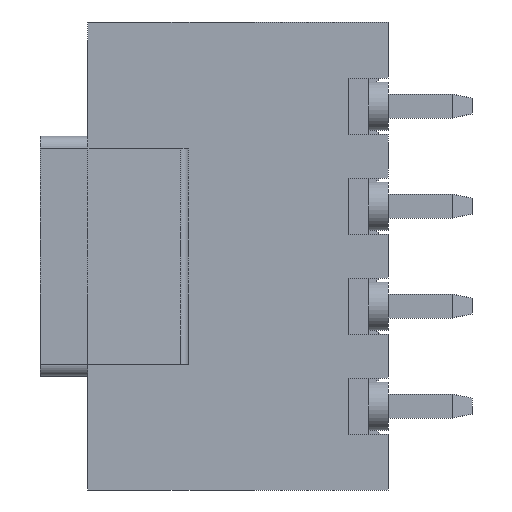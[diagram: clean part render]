
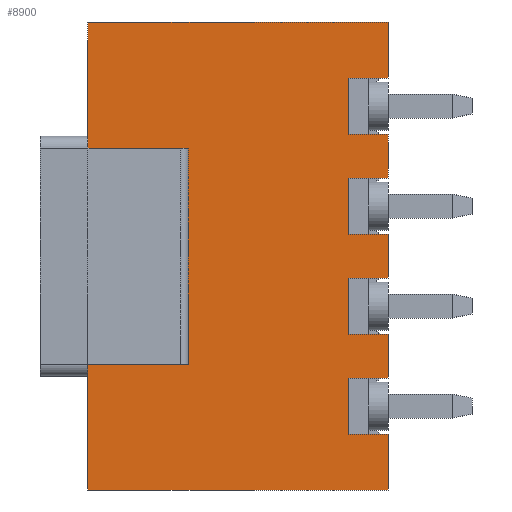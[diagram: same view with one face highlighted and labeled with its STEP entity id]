
A CAD part, front view. The second image highlights one B-rep face of the part: STEP entity #8900.
In plain terms, the highlighted planar face has unit normal (0, -1, 0).
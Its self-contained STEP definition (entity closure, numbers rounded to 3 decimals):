
#1630=CARTESIAN_POINT('',(-3.039,-17.222,6.15));
#1640=VERTEX_POINT('',#1630);
#1670=CARTESIAN_POINT('',(-3.039,-17.222,0.466));
#1680=DIRECTION('',(0.,0.,1.));
#1690=VECTOR('',#1680,1.);
#1700=LINE('',#1670,#1690);
#1710=CARTESIAN_POINT('',(-3.039,-17.222,1.55));
#1720=VERTEX_POINT('',#1710);
#1730=EDGE_CURVE('',#1720,#1640,#1700,.T.);
#6730=CARTESIAN_POINT('',(4.461,-17.222,4.75));
#6740=VERTEX_POINT('',#6730);
#6890=CARTESIAN_POINT('',(3.461,-17.222,4.75));
#6900=VERTEX_POINT('',#6890);
#6930=CARTESIAN_POINT('',(-3.039,-17.222,4.75));
#6940=DIRECTION('',(1.,0.,0.));
#6950=VECTOR('',#6940,1.);
#6960=LINE('',#6930,#6950);
#6970=EDGE_CURVE('',#6900,#6740,#6960,.T.);
#7090=CARTESIAN_POINT('',(-1.148,-17.222,-12.087
));
#7100=DIRECTION('',(0.,-1.,0.));
#7110=DIRECTION('',(1.,0.,0.));
#7120=AXIS2_PLACEMENT_3D('',#7090,#7100,#7110);
#7130=PLANE('',#7120);
#7140=ORIENTED_EDGE('',*,*,#1730,.F.);
#7150=CARTESIAN_POINT('',(-3.039,-17.222,6.15));
#7160=DIRECTION('',(1.,0.,0.));
#7170=VECTOR('',#7160,1.);
#7180=LINE('',#7150,#7170);
#7190=CARTESIAN_POINT('',(4.461,-17.222,6.15));
#7200=VERTEX_POINT('',#7190);
#7210=EDGE_CURVE('',#1640,#7200,#7180,.T.);
#7220=ORIENTED_EDGE('',*,*,#7210,.F.);
#7230=CARTESIAN_POINT('',(4.461,-17.222,0.466));
#7240=DIRECTION('',(0.,0.,-1.));
#7250=VECTOR('',#7240,1.);
#7260=LINE('',#7230,#7250);
#7270=EDGE_CURVE('',#7200,#6740,#7260,.T.);
#7280=ORIENTED_EDGE('',*,*,#7270,.F.);
#7290=ORIENTED_EDGE('',*,*,#6970,.T.);
#7300=CARTESIAN_POINT('',(3.461,-17.222,0.466));
#7310=DIRECTION('',(0.,0.,1.));
#7320=VECTOR('',#7310,1.);
#7330=LINE('',#7300,#7320);
#7340=CARTESIAN_POINT('',(3.461,-17.222,3.35));
#7350=VERTEX_POINT('',#7340);
#7360=EDGE_CURVE('',#7350,#6900,#7330,.T.);
#7370=ORIENTED_EDGE('',*,*,#7360,.T.);
#7380=CARTESIAN_POINT('',(-3.039,-17.222,3.35));
#7390=DIRECTION('',(-1.,0.,0.));
#7400=VECTOR('',#7390,1.);
#7410=LINE('',#7380,#7400);
#7420=CARTESIAN_POINT('',(4.461,-17.222,3.35));
#7430=VERTEX_POINT('',#7420);
#7440=EDGE_CURVE('',#7430,#7350,#7410,.T.);
#7450=ORIENTED_EDGE('',*,*,#7440,.T.);
#7460=CARTESIAN_POINT('',(4.461,-17.222,0.466));
#7470=DIRECTION('',(0.,0.,-1.));
#7480=VECTOR('',#7470,1.);
#7490=LINE('',#7460,#7480);
#7500=CARTESIAN_POINT('',(4.461,-17.222,2.25));
#7510=VERTEX_POINT('',#7500);
#7520=EDGE_CURVE('',#7430,#7510,#7490,.T.);
#7530=ORIENTED_EDGE('',*,*,#7520,.F.);
#7540=CARTESIAN_POINT('',(-3.039,-17.222,2.25));
#7550=DIRECTION('',(1.,0.,0.));
#7560=VECTOR('',#7550,1.);
#7570=LINE('',#7540,#7560);
#7580=CARTESIAN_POINT('',(3.461,-17.222,2.25));
#7590=VERTEX_POINT('',#7580);
#7600=EDGE_CURVE('',#7590,#7510,#7570,.T.);
#7610=ORIENTED_EDGE('',*,*,#7600,.T.);
#7620=CARTESIAN_POINT('',(3.461,-17.222,0.466));
#7630=DIRECTION('',(0.,0.,1.));
#7640=VECTOR('',#7630,1.);
#7650=LINE('',#7620,#7640);
#7660=CARTESIAN_POINT('',(3.461,-17.222,0.85));
#7670=VERTEX_POINT('',#7660);
#7680=EDGE_CURVE('',#7670,#7590,#7650,.T.);
#7690=ORIENTED_EDGE('',*,*,#7680,.T.);
#7700=CARTESIAN_POINT('',(-3.039,-17.222,0.85));
#7710=DIRECTION('',(-1.,0.,0.));
#7720=VECTOR('',#7710,1.);
#7730=LINE('',#7700,#7720);
#7740=CARTESIAN_POINT('',(4.461,-17.222,0.85));
#7750=VERTEX_POINT('',#7740);
#7760=EDGE_CURVE('',#7750,#7670,#7730,.T.);
#7770=ORIENTED_EDGE('',*,*,#7760,.T.);
#7780=CARTESIAN_POINT('',(4.461,-17.222,-2.034));
#7790=DIRECTION('',(0.,0.,-1.));
#7800=VECTOR('',#7790,1.);
#7810=LINE('',#7780,#7800);
#7820=CARTESIAN_POINT('',(4.461,-17.222,-0.25));
#7830=VERTEX_POINT('',#7820);
#7840=EDGE_CURVE('',#7750,#7830,#7810,.T.);
#7850=ORIENTED_EDGE('',*,*,#7840,.F.);
#7860=CARTESIAN_POINT('',(-3.039,-17.222,-0.25));
#7870=DIRECTION('',(1.,0.,0.));
#7880=VECTOR('',#7870,1.);
#7890=LINE('',#7860,#7880);
#7900=CARTESIAN_POINT('',(3.461,-17.222,-0.25));
#7910=VERTEX_POINT('',#7900);
#7920=EDGE_CURVE('',#7910,#7830,#7890,.T.);
#7930=ORIENTED_EDGE('',*,*,#7920,.T.);
#7940=CARTESIAN_POINT('',(3.461,-17.222,-2.034));
#7950=DIRECTION('',(0.,0.,1.));
#7960=VECTOR('',#7950,1.);
#7970=LINE('',#7940,#7960);
#7980=CARTESIAN_POINT('',(3.461,-17.222,-1.65));
#7990=VERTEX_POINT('',#7980);
#8000=EDGE_CURVE('',#7990,#7910,#7970,.T.);
#8010=ORIENTED_EDGE('',*,*,#8000,.T.);
#8020=CARTESIAN_POINT('',(-3.039,-17.222,-1.65));
#8030=DIRECTION('',(-1.,0.,0.));
#8040=VECTOR('',#8030,1.);
#8050=LINE('',#8020,#8040);
#8060=CARTESIAN_POINT('',(4.461,-17.222,-1.65));
#8070=VERTEX_POINT('',#8060);
#8080=EDGE_CURVE('',#8070,#7990,#8050,.T.);
#8090=ORIENTED_EDGE('',*,*,#8080,.T.);
#8100=CARTESIAN_POINT('',(4.461,-17.222,-4.534));
#8110=DIRECTION('',(0.,0.,-1.));
#8120=VECTOR('',#8110,1.);
#8130=LINE('',#8100,#8120);
#8140=CARTESIAN_POINT('',(4.461,-17.222,-2.75));
#8150=VERTEX_POINT('',#8140);
#8160=EDGE_CURVE('',#8070,#8150,#8130,.T.);
#8170=ORIENTED_EDGE('',*,*,#8160,.F.);
#8180=CARTESIAN_POINT('',(-3.039,-17.222,-2.75));
#8190=DIRECTION('',(1.,0.,0.));
#8200=VECTOR('',#8190,1.);
#8210=LINE('',#8180,#8200);
#8220=CARTESIAN_POINT('',(3.461,-17.222,-2.75));
#8230=VERTEX_POINT('',#8220);
#8240=EDGE_CURVE('',#8230,#8150,#8210,.T.);
#8250=ORIENTED_EDGE('',*,*,#8240,.T.);
#8260=CARTESIAN_POINT('',(3.461,-17.222,-4.534));
#8270=DIRECTION('',(0.,0.,1.));
#8280=VECTOR('',#8270,1.);
#8290=LINE('',#8260,#8280);
#8300=CARTESIAN_POINT('',(3.461,-17.222,-4.15));
#8310=VERTEX_POINT('',#8300);
#8320=EDGE_CURVE('',#8310,#8230,#8290,.T.);
#8330=ORIENTED_EDGE('',*,*,#8320,.T.);
#8340=CARTESIAN_POINT('',(-3.039,-17.222,-4.15));
#8350=DIRECTION('',(-1.,0.,0.));
#8360=VECTOR('',#8350,1.);
#8370=LINE('',#8340,#8360);
#8380=CARTESIAN_POINT('',(4.461,-17.222,-4.15));
#8390=VERTEX_POINT('',#8380);
#8400=EDGE_CURVE('',#8390,#8310,#8370,.T.);
#8410=ORIENTED_EDGE('',*,*,#8400,.T.);
#8420=CARTESIAN_POINT('',(4.461,-17.222,-4.534));
#8430=DIRECTION('',(0.,0.,-1.));
#8440=VECTOR('',#8430,1.);
#8450=LINE('',#8420,#8440);
#8460=CARTESIAN_POINT('',(4.461,-17.222,-5.55));
#8470=VERTEX_POINT('',#8460);
#8480=EDGE_CURVE('',#8390,#8470,#8450,.T.);
#8490=ORIENTED_EDGE('',*,*,#8480,.F.);
#8500=CARTESIAN_POINT('',(-3.039,-17.222,-5.55));
#8510=DIRECTION('',(-1.,0.,0.));
#8520=VECTOR('',#8510,1.);
#8530=LINE('',#8500,#8520);
#8540=CARTESIAN_POINT('',(-3.039,-17.222,-5.55));
#8550=VERTEX_POINT('',#8540);
#8560=EDGE_CURVE('',#8470,#8550,#8530,.T.);
#8570=ORIENTED_EDGE('',*,*,#8560,.F.);
#8580=CARTESIAN_POINT('',(-3.039,-17.222,0.466));
#8590=DIRECTION('',(0.,0.,1.));
#8600=VECTOR('',#8590,1.);
#8610=LINE('',#8580,#8600);
#8620=CARTESIAN_POINT('',(-3.039,-17.222,-0.95));
#8630=VERTEX_POINT('',#8620);
#8640=EDGE_CURVE('',#8550,#8630,#8610,.T.);
#8650=ORIENTED_EDGE('',*,*,#8640,.F.);
#8660=CARTESIAN_POINT('',(-3.039,-17.222,-0.95));
#8670=DIRECTION('',(1.,0.,0.));
#8680=VECTOR('',#8670,1.);
#8690=LINE('',#8660,#8680);
#8700=CARTESIAN_POINT('',(-2.689,-17.222,-0.95));
#8710=VERTEX_POINT('',#8700);
#8720=EDGE_CURVE('',#8630,#8710,#8690,.T.);
#8730=ORIENTED_EDGE('',*,*,#8720,.F.);
#8740=CARTESIAN_POINT('',(-2.689,-17.222,0.466));
#8750=DIRECTION('',(0.,0.,1.));
#8760=VECTOR('',#8750,1.);
#8770=LINE('',#8740,#8760);
#8780=CARTESIAN_POINT('',(-2.689,-17.222,1.55));
#8790=VERTEX_POINT('',#8780);
#8800=EDGE_CURVE('',#8710,#8790,#8770,.T.);
#8810=ORIENTED_EDGE('',*,*,#8800,.F.);
#8820=CARTESIAN_POINT('',(-3.039,-17.222,1.55));
#8830=DIRECTION('',(-1.,0.,0.));
#8840=VECTOR('',#8830,1.);
#8850=LINE('',#8820,#8840);
#8860=EDGE_CURVE('',#8790,#1720,#8850,.T.);
#8870=ORIENTED_EDGE('',*,*,#8860,.F.);
#8880=EDGE_LOOP('',(#8870,#8810,#8730,#8650,#8570,#8490,#8410,#8330,
#8250,#8170,#8090,#8010,#7930,#7850,#7770,#7690,#7610,#7530,#7450,#7370,
#7290,#7280,#7220,#7140));
#8890=FACE_OUTER_BOUND('',#8880,.T.);
#8900=ADVANCED_FACE('',(#8890),#7130,.T.);
